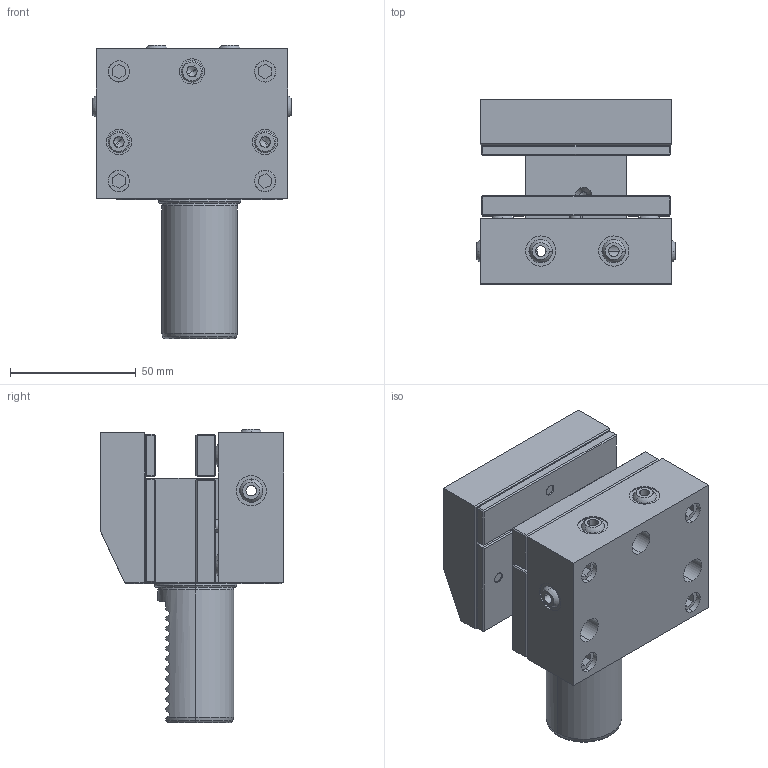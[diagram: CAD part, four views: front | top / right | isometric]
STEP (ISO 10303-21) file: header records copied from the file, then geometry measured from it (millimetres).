
FILE_DESCRIPTION (( 'STEP AP203' ), '1' );
FILE_NAME ('STEP.STEP', '2020-03-11T04:39:35', ( '' ), ( '' ), 'SwSTEP 2.0', 'SolidWorks 2017', '' );
FILE_SCHEMA (( 'CONFIG_CONTROL_DESIGN' ));
Length unit declared in the file: millimetre
Products named in the file (1): STEP
Bounding box: 78.6 x 73 x 116.3 mm (x, y, z)
Volume: 297600.8 mm3; surface area: 73470 mm2
Topology: 29 solids, 29 shells, 643 faces, 1478 edges, 878 vertices
Faces by surface type: plane 368, cylinder 146, cone 82, torus 25, sphere 16, bspline 6
Entity records: 23294 total; most frequent: CARTESIAN_POINT 9027, DIRECTION 3023, ORIENTED_EDGE 2840, EDGE_CURVE 1420, AXIS2_PLACEMENT_3D 1088, VERTEX_POINT 854, VECTOR 847, LINE 847
